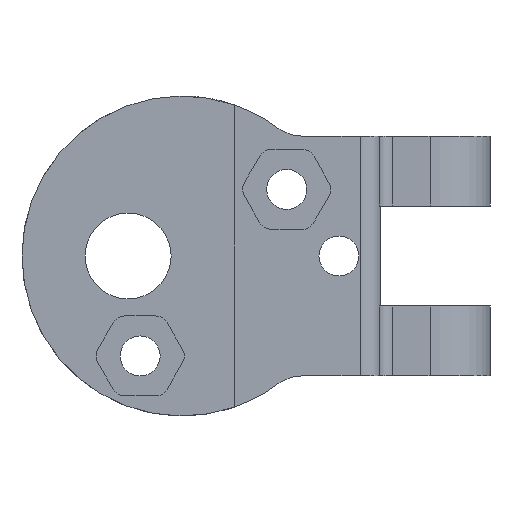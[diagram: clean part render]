
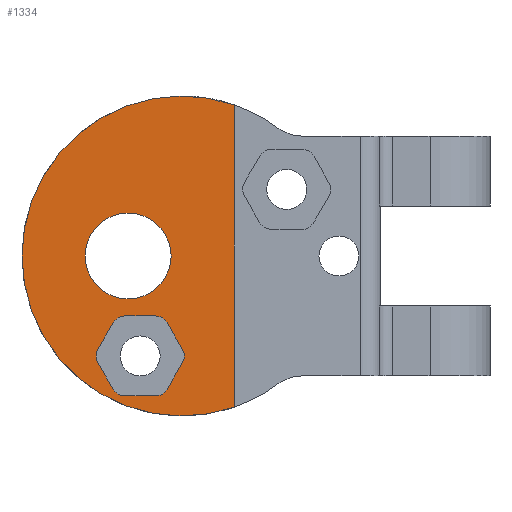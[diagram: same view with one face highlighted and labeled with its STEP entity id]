
A CAD part, front view. The second image highlights one B-rep face of the part: STEP entity #1334.
In plain terms, the highlighted planar face has unit normal (0, -1, 0).
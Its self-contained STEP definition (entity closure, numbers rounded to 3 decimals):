
#26=FACE_BOUND('',#203,.T.);
#27=FACE_BOUND('',#204,.T.);
#64=PLANE('',#1490);
#125=FACE_OUTER_BOUND('',#202,.T.);
#202=EDGE_LOOP('',(#1195,#1196));
#203=EDGE_LOOP('',(#1197));
#204=EDGE_LOOP('',(#1198,#1199,#1200,#1201,#1202,#1203,#1204,#1205,#1206,
#1207,#1208,#1209));
#267=LINE('',#2073,#389);
#304=LINE('',#2231,#426);
#306=LINE('',#2236,#428);
#312=LINE('',#2249,#434);
#316=LINE('',#2258,#438);
#318=LINE('',#2263,#440);
#324=LINE('',#2276,#446);
#389=VECTOR('',#1657,10.);
#426=VECTOR('',#1788,1000.);
#428=VECTOR('',#1792,1000.);
#434=VECTOR('',#1800,1000.);
#438=VECTOR('',#1806,1000.);
#440=VECTOR('',#1810,1000.);
#446=VECTOR('',#1818,1000.);
#486=CIRCLE('',#1418,3.225);
#499=CIRCLE('',#1438,12.);
#521=CIRCLE('',#1491,1.);
#522=CIRCLE('',#1492,1.);
#523=CIRCLE('',#1493,1.);
#524=CIRCLE('',#1494,1.);
#525=CIRCLE('',#1495,1.);
#526=CIRCLE('',#1496,1.);
#588=VERTEX_POINT('',#2070);
#589=VERTEX_POINT('',#2072);
#595=VERTEX_POINT('',#2098);
#632=VERTEX_POINT('',#2228);
#633=VERTEX_POINT('',#2230);
#634=VERTEX_POINT('',#2234);
#635=VERTEX_POINT('',#2235);
#640=VERTEX_POINT('',#2246);
#641=VERTEX_POINT('',#2248);
#644=VERTEX_POINT('',#2255);
#645=VERTEX_POINT('',#2257);
#646=VERTEX_POINT('',#2261);
#647=VERTEX_POINT('',#2262);
#652=VERTEX_POINT('',#2273);
#653=VERTEX_POINT('',#2275);
#738=EDGE_CURVE('',#589,#588,#267,.T.);
#747=EDGE_CURVE('',#595,#595,#486,.T.);
#770=EDGE_CURVE('',#589,#588,#499,.T.);
#805=EDGE_CURVE('',#633,#632,#304,.T.);
#807=EDGE_CURVE('',#634,#635,#306,.T.);
#813=EDGE_CURVE('',#641,#640,#312,.T.);
#817=EDGE_CURVE('',#645,#644,#316,.T.);
#819=EDGE_CURVE('',#646,#647,#318,.T.);
#825=EDGE_CURVE('',#653,#652,#324,.T.);
#846=EDGE_CURVE('',#640,#645,#521,.T.);
#847=EDGE_CURVE('',#644,#653,#522,.T.);
#848=EDGE_CURVE('',#652,#646,#523,.T.);
#849=EDGE_CURVE('',#647,#633,#524,.T.);
#850=EDGE_CURVE('',#632,#634,#525,.T.);
#851=EDGE_CURVE('',#635,#641,#526,.T.);
#1195=ORIENTED_EDGE('',*,*,#738,.T.);
#1196=ORIENTED_EDGE('',*,*,#770,.F.);
#1197=ORIENTED_EDGE('',*,*,#747,.T.);
#1198=ORIENTED_EDGE('',*,*,#813,.T.);
#1199=ORIENTED_EDGE('',*,*,#846,.T.);
#1200=ORIENTED_EDGE('',*,*,#817,.T.);
#1201=ORIENTED_EDGE('',*,*,#847,.T.);
#1202=ORIENTED_EDGE('',*,*,#825,.T.);
#1203=ORIENTED_EDGE('',*,*,#848,.T.);
#1204=ORIENTED_EDGE('',*,*,#819,.T.);
#1205=ORIENTED_EDGE('',*,*,#849,.T.);
#1206=ORIENTED_EDGE('',*,*,#805,.T.);
#1207=ORIENTED_EDGE('',*,*,#850,.T.);
#1208=ORIENTED_EDGE('',*,*,#807,.T.);
#1209=ORIENTED_EDGE('',*,*,#851,.T.);
#1334=ADVANCED_FACE('',(#125,#26,#27),#64,.T.);
#1418=AXIS2_PLACEMENT_3D('',#2100,#1670,#1671);
#1438=AXIS2_PLACEMENT_3D('',#2149,#1720,#1721);
#1490=AXIS2_PLACEMENT_3D('',#2314,#1877,#1878);
#1491=AXIS2_PLACEMENT_3D('',#2315,#1879,#1880);
#1492=AXIS2_PLACEMENT_3D('',#2316,#1881,#1882);
#1493=AXIS2_PLACEMENT_3D('',#2317,#1883,#1884);
#1494=AXIS2_PLACEMENT_3D('',#2318,#1885,#1886);
#1495=AXIS2_PLACEMENT_3D('',#2319,#1887,#1888);
#1496=AXIS2_PLACEMENT_3D('',#2320,#1889,#1890);
#1657=DIRECTION('',(0.,0.,1.));
#1670=DIRECTION('center_axis',(0.,1.,0.));
#1671=DIRECTION('ref_axis',(1.,0.,0.));
#1720=DIRECTION('center_axis',(0.,1.,0.));
#1721=DIRECTION('ref_axis',(-1.,0.,0.));
#1788=DIRECTION('',(-0.5,0.,0.866));
#1792=DIRECTION('',(0.5,0.,0.866));
#1800=DIRECTION('',(1.,0.,0.));
#1806=DIRECTION('',(0.5,0.,-0.866));
#1810=DIRECTION('',(-1.,0.,0.));
#1818=DIRECTION('',(-0.5,0.,-0.866));
#1877=DIRECTION('center_axis',(0.,-1.,0.));
#1878=DIRECTION('ref_axis',(0.,0.,-1.));
#1879=DIRECTION('center_axis',(0.,1.,0.));
#1880=DIRECTION('ref_axis',(0.,0.,-1.));
#1881=DIRECTION('center_axis',(0.,1.,0.));
#1882=DIRECTION('ref_axis',(0.,0.,-1.));
#1883=DIRECTION('center_axis',(0.,1.,0.));
#1884=DIRECTION('ref_axis',(0.,0.,-1.));
#1885=DIRECTION('center_axis',(0.,1.,0.));
#1886=DIRECTION('ref_axis',(0.,0.,-1.));
#1887=DIRECTION('center_axis',(0.,1.,0.));
#1888=DIRECTION('ref_axis',(0.,0.,-1.));
#1889=DIRECTION('center_axis',(0.,1.,0.));
#1890=DIRECTION('ref_axis',(0.,0.,-1.));
#2070=CARTESIAN_POINT('',(2.533,0.2,10.461));
#2072=CARTESIAN_POINT('',(2.533,0.2,-12.211));
#2073=CARTESIAN_POINT('',(2.533,0.2,4.793));
#2098=CARTESIAN_POINT('',(-8.666,0.2,-0.875));
#2100=CARTESIAN_POINT('Origin',(-5.441,0.2,-0.875));
#2149=CARTESIAN_POINT('Origin',(-1.404,0.2,-0.875));
#2228=CARTESIAN_POINT('',(-7.717,0.2,-8.875));
#2230=CARTESIAN_POINT('',(-6.562,0.2,-10.875));
#2231=CARTESIAN_POINT('',(-8.192,0.2,-8.052));
#2234=CARTESIAN_POINT('',(-7.717,0.2,-7.875));
#2235=CARTESIAN_POINT('',(-6.562,0.2,-5.875));
#2236=CARTESIAN_POINT('',(-5.811,0.2,-4.573));
#2246=CARTESIAN_POINT('',(-3.387,0.2,-5.375));
#2248=CARTESIAN_POINT('',(-5.696,0.2,-5.375));
#2249=CARTESIAN_POINT('',(-4.855,0.2,-5.375));
#2255=CARTESIAN_POINT('',(-1.366,0.2,-7.875));
#2257=CARTESIAN_POINT('',(-2.521,0.2,-5.875));
#2258=CARTESIAN_POINT('',(-3.862,0.2,-3.552));
#2261=CARTESIAN_POINT('',(-3.387,0.2,-11.375));
#2262=CARTESIAN_POINT('',(-5.696,0.2,-11.375));
#2263=CARTESIAN_POINT('',(-3.123,0.2,-11.375));
#2273=CARTESIAN_POINT('',(-2.521,0.2,-10.875));
#2275=CARTESIAN_POINT('',(-1.366,0.2,-8.875));
#2276=CARTESIAN_POINT('',(0.252,0.2,-6.073));
#2314=CARTESIAN_POINT('Origin',(-3.436,0.2,-0.875));
#2315=CARTESIAN_POINT('Origin',(-3.387,0.2,-6.375));
#2316=CARTESIAN_POINT('Origin',(-2.232,0.2,-8.375));
#2317=CARTESIAN_POINT('Origin',(-3.387,0.2,-10.375));
#2318=CARTESIAN_POINT('Origin',(-5.696,0.2,-10.375));
#2319=CARTESIAN_POINT('Origin',(-6.851,0.2,-8.375));
#2320=CARTESIAN_POINT('Origin',(-5.696,0.2,-6.375));
